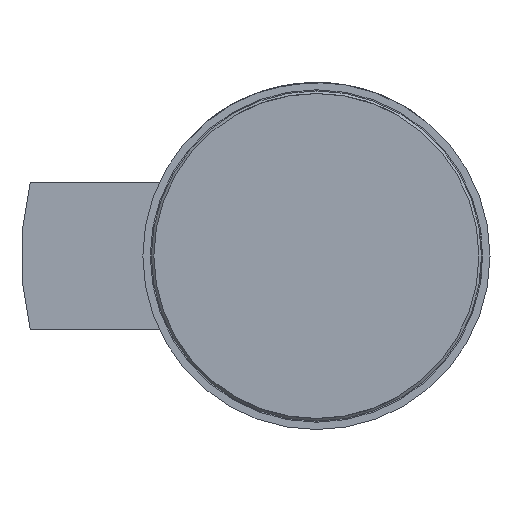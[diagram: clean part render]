
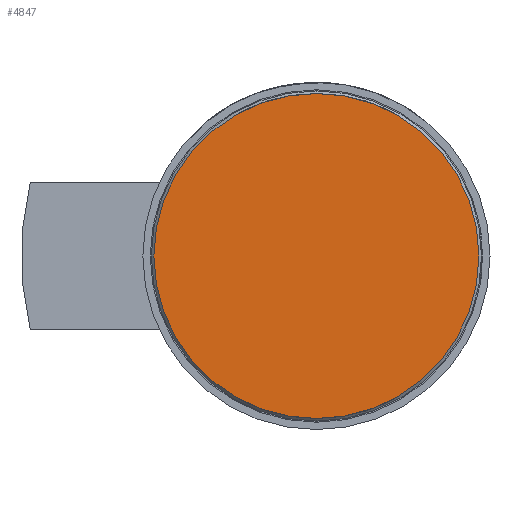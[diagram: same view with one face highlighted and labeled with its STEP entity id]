
A CAD part, front view. The second image highlights one B-rep face of the part: STEP entity #4847.
In plain terms, the highlighted planar face has unit normal (0, -1, 0).
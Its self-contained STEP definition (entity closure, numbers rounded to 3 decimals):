
#196 = DIRECTION ( 'NONE',  ( 0., 1., 0. ) ) ;
#357 = DIRECTION ( 'NONE',  ( 0., -1., 0. ) ) ;
#380 = FACE_OUTER_BOUND ( 'NONE', #3884, .T. ) ;
#383 = CARTESIAN_POINT ( 'NONE',  ( 0., 0., 0. ) ) ;
#563 = ORIENTED_EDGE ( 'NONE', *, *, #809, .T. ) ;
#628 = CARTESIAN_POINT ( 'NONE',  ( 0., 0., -1.9 ) ) ;
#809 = EDGE_CURVE ( 'Defeature ausgef�hrt1_7+Defeature ausgef�hrt1_14+Defeature ausgef�hrt1_14+Defeature ausgef�hrt1_14', #3697, #4540, #1560, .T. ) ;
#972 = AXIS2_PLACEMENT_3D ( 'NONE', #383, #3920, #3110 ) ;
#1075 = EDGE_CURVE ( 'Defeature ausgef�hrt1_7+Defeature ausgef�hrt1_14+Defeature ausgef�hrt1_14+Defeature ausgef�hrt1_14', #4540, #3697, #4144, .T. ) ;
#1221 = CARTESIAN_POINT ( 'NONE',  ( 2.2, 0., 0. ) ) ;
#1560 = CIRCLE ( 'NONE', #972, 2.2 ) ;
#1767 = DIRECTION ( 'NONE',  ( 1., 0., 0. ) ) ;
#3110 = DIRECTION ( 'NONE',  ( -1., 0., 0. ) ) ;
#3120 = AXIS2_PLACEMENT_3D ( 'NONE', #628, #196, #1767 ) ;
#3697 = VERTEX_POINT ( 'NONE', #4240 ) ;
#3878 = ORIENTED_EDGE ( 'NONE', *, *, #1075, .T. ) ;
#3884 = EDGE_LOOP ( 'NONE', ( #563, #3878 ) ) ;
#3920 = DIRECTION ( 'NONE',  ( 0., -1., 0. ) ) ;
#4111 = PLANE ( 'NONE',  #3120 ) ;
#4144 = CIRCLE ( 'NONE', #4785, 2.2 ) ;
#4240 = CARTESIAN_POINT ( 'NONE',  ( -2.2, 0., 0. ) ) ;
#4540 = VERTEX_POINT ( 'NONE', #1221 ) ;
#4604 = CARTESIAN_POINT ( 'NONE',  ( 0., 0., 0. ) ) ;
#4785 = AXIS2_PLACEMENT_3D ( 'NONE', #4604, #357, #5007 ) ;
#4847 = ADVANCED_FACE ( 'Defeature ausgef�hrt1_7', ( #380 ), #4111, .F. ) ;
#5007 = DIRECTION ( 'NONE',  ( -1., 0., 0. ) ) ;
